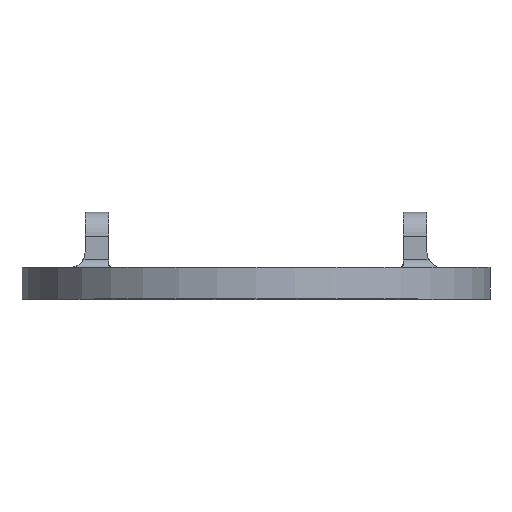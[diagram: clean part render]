
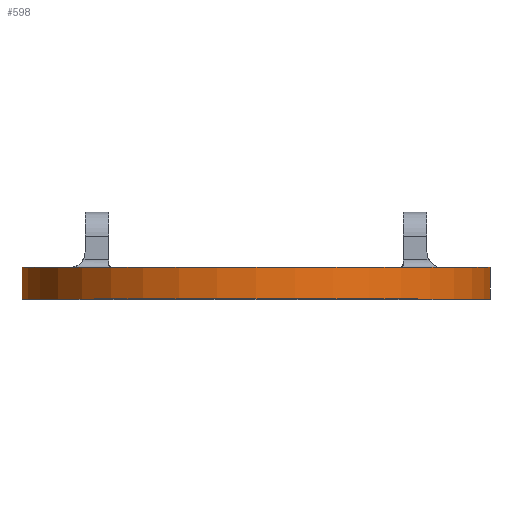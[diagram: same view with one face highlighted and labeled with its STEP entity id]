
A CAD part, top view. The second image highlights one B-rep face of the part: STEP entity #598.
In plain terms, the highlighted cylindrical face has radius 29.5 mm (diameter 59 mm), a partial arc.
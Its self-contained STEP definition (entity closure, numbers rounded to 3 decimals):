
#86 = CARTESIAN_POINT ( 'NONE',  ( 28.455, 4., -7.782 ) ) ;
#98 = VECTOR ( 'NONE', #579, 1000. ) ;
#143 = LINE ( 'NONE', #1027, #98 ) ;
#178 = DIRECTION ( 'NONE',  ( 0., 0., 1. ) ) ;
#264 = DIRECTION ( 'NONE',  ( 0., 0., -1. ) ) ;
#435 = CARTESIAN_POINT ( 'NONE',  ( -28.455, 4., -7.782 ) ) ;
#466 = CIRCLE ( 'NONE', #1331, 29.5 ) ;
#554 = EDGE_CURVE ( 'NONE', #1215, #1161, #572, .T. ) ;
#572 = LINE ( 'NONE', #1200, #1206 ) ;
#579 = DIRECTION ( 'NONE',  ( 0., -1., 0. ) ) ;
#598 = ADVANCED_FACE ( 'NONE', ( #1621 ), #1011, .T. ) ;
#633 = CIRCLE ( 'NONE', #1844, 29.5 ) ;
#638 = ORIENTED_EDGE ( 'NONE', *, *, #768, .F. ) ;
#654 = VERTEX_POINT ( 'NONE', #86 ) ;
#697 = DIRECTION ( 'NONE',  ( 0., 0., 1. ) ) ;
#725 = DIRECTION ( 'NONE',  ( 0., -1., 0. ) ) ;
#726 = EDGE_CURVE ( 'NONE', #654, #1462, #143, .T. ) ;
#768 = EDGE_CURVE ( 'NONE', #1215, #654, #633, .T. ) ;
#774 = CARTESIAN_POINT ( 'NONE',  ( 0., 0., 0. ) ) ;
#863 = EDGE_CURVE ( 'NONE', #1161, #1462, #466, .T. ) ;
#1011 = CYLINDRICAL_SURFACE ( 'NONE', #1308, 29.5 ) ;
#1022 = CARTESIAN_POINT ( 'NONE',  ( -28.455, 0., -7.782 ) ) ;
#1027 = CARTESIAN_POINT ( 'NONE',  ( 28.455, 4., -7.782 ) ) ;
#1095 = ORIENTED_EDGE ( 'NONE', *, *, #863, .T. ) ;
#1161 = VERTEX_POINT ( 'NONE', #1022 ) ;
#1200 = CARTESIAN_POINT ( 'NONE',  ( -28.455, 4., -7.782 ) ) ;
#1206 = VECTOR ( 'NONE', #1795, 1000. ) ;
#1215 = VERTEX_POINT ( 'NONE', #435 ) ;
#1308 = AXIS2_PLACEMENT_3D ( 'NONE', #1477, #725, #264 ) ;
#1324 = ORIENTED_EDGE ( 'NONE', *, *, #726, .F. ) ;
#1325 = EDGE_LOOP ( 'NONE', ( #1095, #1324, #638, #1481 ) ) ;
#1331 = AXIS2_PLACEMENT_3D ( 'NONE', #774, #1354, #178 ) ;
#1354 = DIRECTION ( 'NONE',  ( 0., 1., 0. ) ) ;
#1453 = DIRECTION ( 'NONE',  ( 0., 1., 0. ) ) ;
#1462 = VERTEX_POINT ( 'NONE', #1863 ) ;
#1477 = CARTESIAN_POINT ( 'NONE',  ( 0., 4., 0. ) ) ;
#1481 = ORIENTED_EDGE ( 'NONE', *, *, #554, .T. ) ;
#1621 = FACE_OUTER_BOUND ( 'NONE', #1325, .T. ) ;
#1795 = DIRECTION ( 'NONE',  ( 0., -1., 0. ) ) ;
#1844 = AXIS2_PLACEMENT_3D ( 'NONE', #1920, #1453, #697 ) ;
#1863 = CARTESIAN_POINT ( 'NONE',  ( 28.455, 0., -7.782 ) ) ;
#1920 = CARTESIAN_POINT ( 'NONE',  ( 0., 4., 0. ) ) ;
